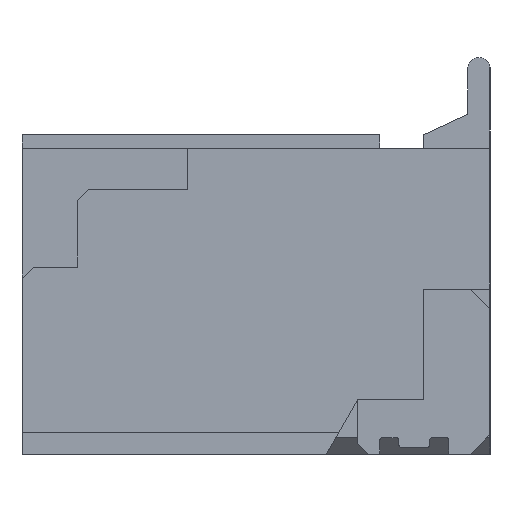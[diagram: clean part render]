
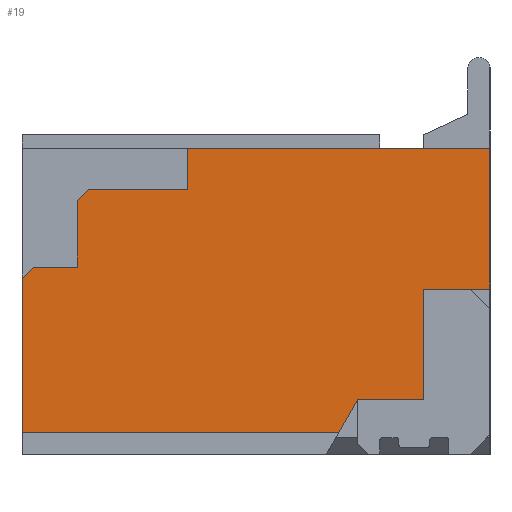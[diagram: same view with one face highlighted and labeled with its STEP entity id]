
A CAD part, left-side view. The second image highlights one B-rep face of the part: STEP entity #19.
In plain terms, the highlighted planar face has unit normal (-1, 0, 0).
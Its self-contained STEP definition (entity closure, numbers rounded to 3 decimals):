
#19 = ADVANCED_FACE ( 'NONE', ( #3231 ), #18708, .T. ) ;
#93 = LINE ( 'NONE', #6159, #8228 ) ;
#339 = VECTOR ( 'NONE', #14380, 1000. ) ;
#342 = CARTESIAN_POINT ( 'NONE',  ( -7., 0.6, 0.05 ) ) ;
#826 = CARTESIAN_POINT ( 'NONE',  ( -7., 2.75, 0.95 ) ) ;
#889 = LINE ( 'NONE', #6858, #339 ) ;
#955 = CARTESIAN_POINT ( 'NONE',  ( -7., 0., 0.05 ) ) ;
#1024 = LINE ( 'NONE', #10267, #17014 ) ;
#1314 = DIRECTION ( 'NONE',  ( 0., 1., 0. ) ) ;
#1536 = LINE ( 'NONE', #4415, #14265 ) ;
#1795 = VERTEX_POINT ( 'NONE', #14695 ) ;
#1881 = CARTESIAN_POINT ( 'NONE',  ( -7., 0., 0.95 ) ) ;
#1996 = EDGE_LOOP ( 'NONE', ( #12138, #10343, #12264, #2319, #18407, #15791, #13525, #8734, #5789, #18587, #12108, #11621, #19205, #7595 ) ) ;
#2319 = ORIENTED_EDGE ( 'NONE', *, *, #12250, .F. ) ;
#2423 = CARTESIAN_POINT ( 'NONE',  ( -7., 0., 0. ) ) ;
#2611 = CARTESIAN_POINT ( 'NONE',  ( -7., 1., 1.33 ) ) ;
#3054 = DIRECTION ( 'NONE',  ( 0., 0.707, -0.707 ) ) ;
#3231 = FACE_OUTER_BOUND ( 'NONE', #1996, .T. ) ;
#3531 = EDGE_CURVE ( 'NONE', #15797, #3668, #889, .T. ) ;
#3668 = VERTEX_POINT ( 'NONE', #13761 ) ;
#4297 = VECTOR ( 'NONE', #13916, 1000. ) ;
#4415 = CARTESIAN_POINT ( 'NONE',  ( -7., 4.25, 1.45 ) ) ;
#4529 = LINE ( 'NONE', #16630, #8437 ) ;
#5211 = DIRECTION ( 'NONE',  ( 0., 0., 1. ) ) ;
#5789 = ORIENTED_EDGE ( 'NONE', *, *, #16509, .T. ) ;
#5903 = DIRECTION ( 'NONE',  ( 0., 0.5, -0.866 ) ) ;
#6159 = CARTESIAN_POINT ( 'NONE',  ( -7., 2.3, 2.3 ) ) ;
#6183 = VERTEX_POINT ( 'NONE', #18993 ) ;
#6498 = CARTESIAN_POINT ( 'NONE',  ( -7., 2.75, 0. ) ) ;
#6675 = LINE ( 'NONE', #12719, #7610 ) ;
#6804 = DIRECTION ( 'NONE',  ( 0., 0., -1. ) ) ;
#6858 = CARTESIAN_POINT ( 'NONE',  ( -7., 3.75, 0. ) ) ;
#7311 = CARTESIAN_POINT ( 'NONE',  ( -7., 0.489, 0.282 ) ) ;
#7410 = EDGE_CURVE ( 'NONE', #16110, #18157, #17239, .T. ) ;
#7478 = LINE ( 'NONE', #14916, #11705 ) ;
#7595 = ORIENTED_EDGE ( 'NONE', *, *, #15576, .T. ) ;
#7610 = VECTOR ( 'NONE', #18747, 1000. ) ;
#7660 = CARTESIAN_POINT ( 'NONE',  ( -7., 3.65, 0.95 ) ) ;
#7771 = CARTESIAN_POINT ( 'NONE',  ( -7., 0., -0.95 ) ) ;
#7952 = DIRECTION ( 'NONE',  ( 0., 1., 0. ) ) ;
#8228 = VECTOR ( 'NONE', #12192, 1000. ) ;
#8437 = VECTOR ( 'NONE', #3054, 1000. ) ;
#8734 = ORIENTED_EDGE ( 'NONE', *, *, #16220, .F. ) ;
#8996 = LINE ( 'NONE', #7771, #19544 ) ;
#9161 = EDGE_CURVE ( 'NONE', #12069, #9419, #11857, .T. ) ;
#9285 = VERTEX_POINT ( 'NONE', #342 ) ;
#9419 = VERTEX_POINT ( 'NONE', #17579 ) ;
#9486 = CARTESIAN_POINT ( 'NONE',  ( -7., 4.25, 0.15 ) ) ;
#9488 = LINE ( 'NONE', #6498, #14437 ) ;
#10267 = CARTESIAN_POINT ( 'NONE',  ( -7., 0., -1.25 ) ) ;
#10343 = ORIENTED_EDGE ( 'NONE', *, *, #12097, .T. ) ;
#10388 = EDGE_CURVE ( 'NONE', #3668, #15167, #15504, .T. ) ;
#10492 = DIRECTION ( 'NONE',  ( 0., 0., 1. ) ) ;
#11255 = VERTEX_POINT ( 'NONE', #9486 ) ;
#11579 = CARTESIAN_POINT ( 'NONE',  ( -7., 3.75, 0.85 ) ) ;
#11621 = ORIENTED_EDGE ( 'NONE', *, *, #3531, .T. ) ;
#11705 = VECTOR ( 'NONE', #1314, 1000. ) ;
#11857 = LINE ( 'NONE', #7311, #13292 ) ;
#12069 = VERTEX_POINT ( 'NONE', #17875 ) ;
#12097 = EDGE_CURVE ( 'NONE', #14639, #9419, #1024, .T. ) ;
#12108 = ORIENTED_EDGE ( 'NONE', *, *, #13982, .T. ) ;
#12138 = ORIENTED_EDGE ( 'NONE', *, *, #14767, .F. ) ;
#12192 = DIRECTION ( 'NONE',  ( 0., 0.707, -0.707 ) ) ;
#12250 = EDGE_CURVE ( 'NONE', #19424, #12069, #8996, .T. ) ;
#12264 = ORIENTED_EDGE ( 'NONE', *, *, #9161, .F. ) ;
#12524 = CARTESIAN_POINT ( 'NONE',  ( -7., 0., 0.25 ) ) ;
#12719 = CARTESIAN_POINT ( 'NONE',  ( -7., 0., 1.33 ) ) ;
#12764 = LINE ( 'NONE', #14340, #18542 ) ;
#12942 = VECTOR ( 'NONE', #7952, 1000. ) ;
#13130 = DIRECTION ( 'NONE',  ( 0., -1., 0. ) ) ;
#13292 = VECTOR ( 'NONE', #5903, 1000. ) ;
#13326 = DIRECTION ( 'NONE',  ( 0., -1., 0. ) ) ;
#13525 = ORIENTED_EDGE ( 'NONE', *, *, #19537, .F. ) ;
#13761 = CARTESIAN_POINT ( 'NONE',  ( -7., 3.75, 0.25 ) ) ;
#13821 = DIRECTION ( 'NONE',  ( 0., 1., 0. ) ) ;
#13851 = AXIS2_PLACEMENT_3D ( 'NONE', #2423, #16016, #5211 ) ;
#13916 = DIRECTION ( 'NONE',  ( 0., 1., 0. ) ) ;
#13982 = EDGE_CURVE ( 'NONE', #18157, #15797, #93, .T. ) ;
#14097 = CARTESIAN_POINT ( 'NONE',  ( -7., 0.6, -0.95 ) ) ;
#14265 = VECTOR ( 'NONE', #10492, 1000. ) ;
#14340 = CARTESIAN_POINT ( 'NONE',  ( -7., 0.6, 0. ) ) ;
#14380 = DIRECTION ( 'NONE',  ( 0., 0., -1. ) ) ;
#14437 = VECTOR ( 'NONE', #18566, 1000. ) ;
#14639 = VERTEX_POINT ( 'NONE', #19007 ) ;
#14695 = CARTESIAN_POINT ( 'NONE',  ( -7., 2.75, 1.33 ) ) ;
#14767 = EDGE_CURVE ( 'NONE', #14639, #11255, #1536, .T. ) ;
#14908 = CARTESIAN_POINT ( 'NONE',  ( -7., 4.15, 0.25 ) ) ;
#14911 = LINE ( 'NONE', #2611, #19500 ) ;
#14916 = CARTESIAN_POINT ( 'NONE',  ( -7., 0., 0.05 ) ) ;
#15167 = VERTEX_POINT ( 'NONE', #14908 ) ;
#15504 = LINE ( 'NONE', #12524, #4297 ) ;
#15576 = EDGE_CURVE ( 'NONE', #15167, #11255, #4529, .T. ) ;
#15791 = ORIENTED_EDGE ( 'NONE', *, *, #18897, .F. ) ;
#15797 = VERTEX_POINT ( 'NONE', #11579 ) ;
#16016 = DIRECTION ( 'NONE',  ( -1., 0., 0. ) ) ;
#16058 = EDGE_CURVE ( 'NONE', #9285, #19424, #12764, .T. ) ;
#16110 = VERTEX_POINT ( 'NONE', #826 ) ;
#16220 = EDGE_CURVE ( 'NONE', #1795, #6183, #14911, .T. ) ;
#16509 = EDGE_CURVE ( 'NONE', #1795, #16110, #9488, .T. ) ;
#16630 = CARTESIAN_POINT ( 'NONE',  ( -7., 2.2, 2.2 ) ) ;
#17014 = VECTOR ( 'NONE', #13130, 1000. ) ;
#17239 = LINE ( 'NONE', #1881, #12942 ) ;
#17352 = VERTEX_POINT ( 'NONE', #955 ) ;
#17579 = CARTESIAN_POINT ( 'NONE',  ( -7., 1.373, -1.25 ) ) ;
#17875 = CARTESIAN_POINT ( 'NONE',  ( -7., 1.2, -0.95 ) ) ;
#18157 = VERTEX_POINT ( 'NONE', #7660 ) ;
#18407 = ORIENTED_EDGE ( 'NONE', *, *, #16058, .F. ) ;
#18542 = VECTOR ( 'NONE', #6804, 1000. ) ;
#18566 = DIRECTION ( 'NONE',  ( 0., 0., -1. ) ) ;
#18587 = ORIENTED_EDGE ( 'NONE', *, *, #7410, .T. ) ;
#18708 = PLANE ( 'NONE',  #13851 ) ;
#18747 = DIRECTION ( 'NONE',  ( 0., 0., -1. ) ) ;
#18897 = EDGE_CURVE ( 'NONE', #17352, #9285, #7478, .T. ) ;
#18993 = CARTESIAN_POINT ( 'NONE',  ( -7., 0., 1.33 ) ) ;
#19007 = CARTESIAN_POINT ( 'NONE',  ( -7., 4.25, -1.25 ) ) ;
#19205 = ORIENTED_EDGE ( 'NONE', *, *, #10388, .T. ) ;
#19424 = VERTEX_POINT ( 'NONE', #14097 ) ;
#19500 = VECTOR ( 'NONE', #13326, 1000. ) ;
#19537 = EDGE_CURVE ( 'NONE', #6183, #17352, #6675, .T. ) ;
#19544 = VECTOR ( 'NONE', #13821, 1000. ) ;
